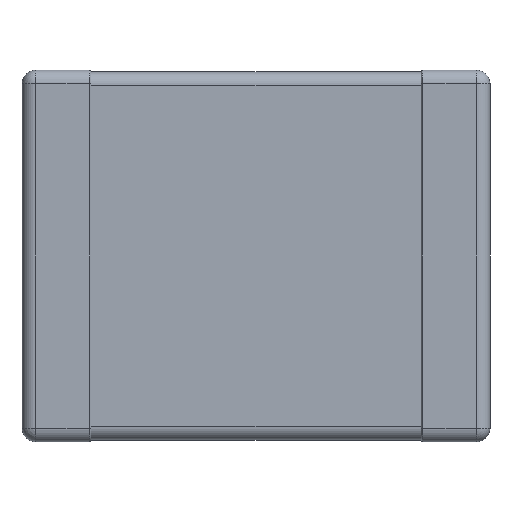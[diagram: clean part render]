
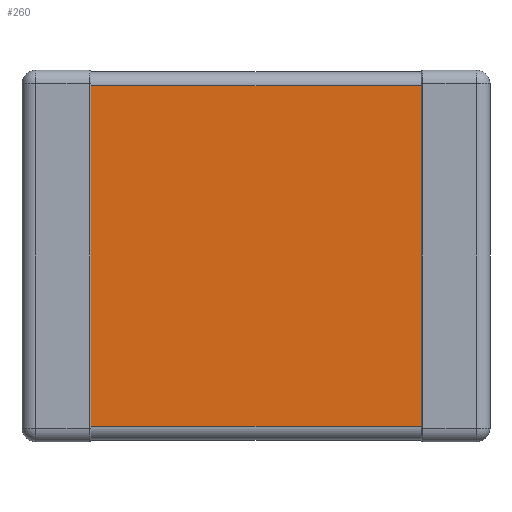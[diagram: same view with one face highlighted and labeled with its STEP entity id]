
A CAD part, front view. The second image highlights one B-rep face of the part: STEP entity #260.
In plain terms, the highlighted planar face has unit normal (0, -1, 0).
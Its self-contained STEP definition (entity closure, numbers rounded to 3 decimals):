
#260=ADVANCED_FACE('NONE',(#658),#659,.F.);
#658=FACE_OUTER_BOUND('',#1226,.T.);
#659=PLANE('',#1227);
#1226=EDGE_LOOP('',(#1783,#1784,#1785,#1786));
#1227=AXIS2_PLACEMENT_3D('',#1787,#1788,#1789);
#1783=ORIENTED_EDGE('',*,*,#3276,.T.);
#1784=ORIENTED_EDGE('',*,*,#3277,.T.);
#1785=ORIENTED_EDGE('',*,*,#3278,.T.);
#1786=ORIENTED_EDGE('',*,*,#3279,.T.);
#1787=CARTESIAN_POINT('',(-99.008,10.655,44.27));
#1788=DIRECTION('',(-0.0,1.0,0.0));
#1789=DIRECTION('',(1.0,0.0,0.0));
#3276=EDGE_CURVE('NONE',#3878,#3879,#3880,.T.);
#3277=EDGE_CURVE('NONE',#3879,#3881,#3882,.T.);
#3278=EDGE_CURVE('NONE',#3881,#3883,#3884,.T.);
#3279=EDGE_CURVE('NONE',#3883,#3878,#3885,.T.);
#3878=VERTEX_POINT('NONE',#4718);
#3879=VERTEX_POINT('NONE',#4719);
#3880=LINE('',#4720,#4721);
#3881=VERTEX_POINT('NONE',#4722);
#3882=LINE('',#4723,#4724);
#3883=VERTEX_POINT('NONE',#4725);
#3884=LINE('',#4726,#4727);
#3885=LINE('',#4728,#4729);
#4718=CARTESIAN_POINT('',(-95.909,10.655,41.693));
#4719=CARTESIAN_POINT('',(-95.909,10.655,44.169));
#4720=CARTESIAN_POINT('',(-95.909,10.655,44.27));
#4721=VECTOR('',#5797,1000.0);
#4722=CARTESIAN_POINT('',(-98.907,10.655,44.169));
#4723=CARTESIAN_POINT('',(-99.008,10.655,44.169));
#4724=VECTOR('',#5798,1000.0);
#4725=CARTESIAN_POINT('',(-98.907,10.655,41.693));
#4726=CARTESIAN_POINT('',(-98.907,10.655,41.592));
#4727=VECTOR('',#5799,1000.0);
#4728=CARTESIAN_POINT('',(-95.808,10.655,41.693));
#4729=VECTOR('',#5800,1000.0);
#5797=DIRECTION('',(0.0,0.0,1.0));
#5798=DIRECTION('',(-1.0,-0.0,-0.0));
#5799=DIRECTION('',(0.0,0.0,-1.0));
#5800=DIRECTION('',(1.0,0.0,0.0));
